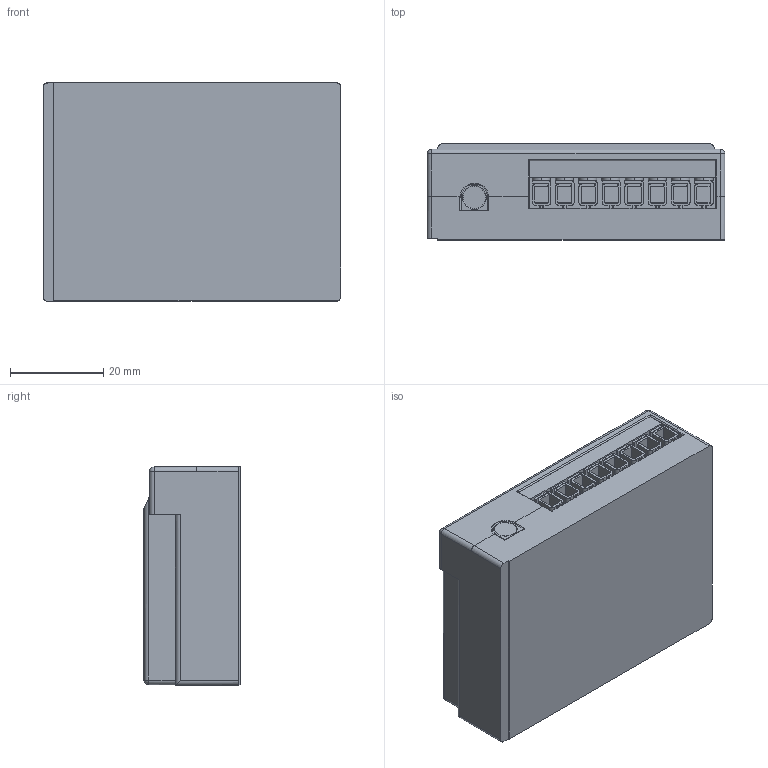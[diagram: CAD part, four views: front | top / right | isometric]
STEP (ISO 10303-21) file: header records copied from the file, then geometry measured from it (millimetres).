
FILE_DESCRIPTION (( 'STEP AP214' ), '1' );
FILE_NAME ('CFW300-IOADR.STEP', '2018-09-25T23:12:51', ( '' ), ( '' ), 'SwSTEP 2.0', 'SolidWorks 2017', '' );
FILE_SCHEMA (( 'AUTOMOTIVE_DESIGN' ));
Length unit declared in the file: inch
Products named in the file (1): CFW300-IOADR
Bounding box: 64 x 20.64 x 47.09 mm (x, y, z)
Volume: 58684.2 mm3; surface area: 13514.2 mm2
Topology: 1 solids, 3 shells, 1702 faces, 4636 edges, 3069 vertices
Faces by surface type: plane 1003, bspline 504, cylinder 165, torus 26, sphere 4
Entity records: 91920 total; most frequent: CARTESIAN_POINT 37450, ORIENTED_EDGE 9264, DIRECTION 6210, EDGE_CURVE 4632, LINE 3076, VECTOR 3076, VERTEX_POINT 3069, EDGE_LOOP 1859
